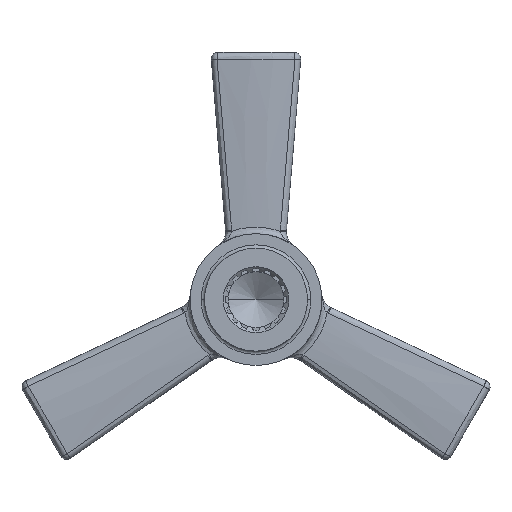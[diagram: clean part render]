
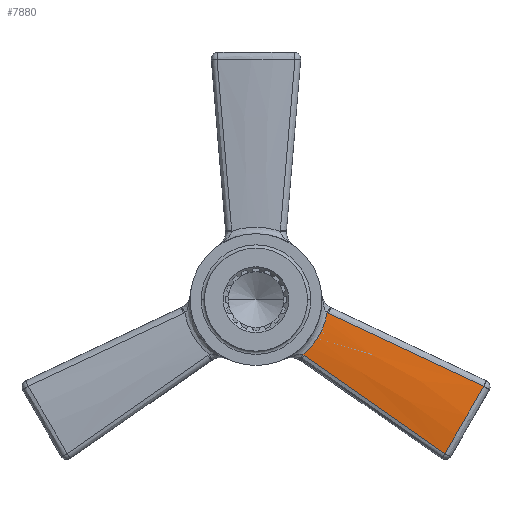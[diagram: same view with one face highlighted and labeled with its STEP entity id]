
A CAD part, front view. The second image highlights one B-rep face of the part: STEP entity #7880.
In plain terms, the highlighted free-form (B-spline) face has degree [3, 3] with [4, 4] control points.
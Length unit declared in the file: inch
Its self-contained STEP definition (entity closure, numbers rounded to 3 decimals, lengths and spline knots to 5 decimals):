
#1309=CARTESIAN_POINT('',(0.28472,0.22906,
-0.33464));
#1310=CARTESIAN_POINT('',(0.3004,0.22766,
-0.32165));
#1311=CARTESIAN_POINT('',(0.32973,0.22532,
-0.29356));
#1312=CARTESIAN_POINT('',(0.36679,0.22352,
-0.24629));
#1313=CARTESIAN_POINT('',(0.3967,0.22352,
-0.19447));
#1314=CARTESIAN_POINT('',(0.41911,0.22533,
-0.13874));
#1315=CARTESIAN_POINT('',(0.42876,0.22766,
-0.09932));
#1316=CARTESIAN_POINT('',(0.43216,0.22906,
-0.07925));
#1332=CARTESIAN_POINT('',(0.28472,0.22906,
-0.33464));
#1350=CARTESIAN_POINT('',(0.28472,0.22906,
-0.33464));
#1351=CARTESIAN_POINT('',(0.28592,0.22905,
-0.33538));
#1352=CARTESIAN_POINT('',(0.28832,0.22904,
-0.33689));
#1353=CARTESIAN_POINT('',(0.29067,0.22903,
-0.33847));
#1354=CARTESIAN_POINT('',(0.29183,0.22902,
-0.33929));
#1373=CARTESIAN_POINT('',(0.43216,0.22906,
-0.07925));
#1374=CARTESIAN_POINT('',(0.43341,0.22905,
-0.07993));
#1375=CARTESIAN_POINT('',(0.43591,0.22904,
-0.08125));
#1376=CARTESIAN_POINT('',(0.43846,0.22903,
-0.08249));
#1377=CARTESIAN_POINT('',(0.43975,0.22902,
-0.08309));
#1466=CARTESIAN_POINT('',(0.29183,0.22902,
-0.33929));
#1467=CARTESIAN_POINT('',(0.38576,0.22873,
-0.40487));
#1468=CARTESIAN_POINT('',(0.57414,0.22806,
-0.53657));
#1469=CARTESIAN_POINT('',(0.85815,0.22735,
-0.73477));
#1470=CARTESIAN_POINT('',(1.04966,0.22728,
-0.86785));
#1471=CARTESIAN_POINT('',(1.1459,0.22738,
-0.93452));
#1496=CARTESIAN_POINT('',(1.38226,0.22738,
-0.52512));
#1497=CARTESIAN_POINT('',(1.35632,0.22103,
-0.57033));
#1498=CARTESIAN_POINT('',(1.30404,0.21253,
-0.66126));
#1499=CARTESIAN_POINT('',(1.22469,0.21253,
-0.79868));
#1500=CARTESIAN_POINT('',(1.17208,0.22103,
-0.88944));
#1501=CARTESIAN_POINT('',(1.1459,0.22738,
-0.93452));
#1528=CARTESIAN_POINT('',(0.43975,0.22902,
-0.08309));
#1529=CARTESIAN_POINT('',(0.54352,0.22873,
-0.13164));
#1530=CARTESIAN_POINT('',(0.75177,0.22806,
-0.22895));
#1531=CARTESIAN_POINT('',(1.06543,0.22735,
-0.3758));
#1532=CARTESIAN_POINT('',(1.27642,0.22728,
-0.47511));
#1533=CARTESIAN_POINT('',(1.38226,0.22738,
-0.52512));
#1660=CARTESIAN_POINT('',(0.43216,0.22906,
-0.07925));
#4837=VERTEX_POINT('',#1332);
#4839=VERTEX_POINT('',#1354);
#4842=VERTEX_POINT('',#1471);
#4843=VERTEX_POINT('',#1496);
#4864=VERTEX_POINT('',#1660);
#4866=VERTEX_POINT('',#1377);
#7851=CARTESIAN_POINT('',(1.15879,0.22854,
-0.95467));
#7852=CARTESIAN_POINT('',(0.8584,0.22859,
-0.74969));
#7853=CARTESIAN_POINT('',(0.55804,0.22988,
-0.54465));
#7854=CARTESIAN_POINT('',(0.25767,0.23056,
-0.33964));
#7855=CARTESIAN_POINT('',(1.24082,0.20787,
-0.8126));
#7856=CARTESIAN_POINT('',(0.93133,0.20818,
-0.62338));
#7857=CARTESIAN_POINT('',(0.62203,0.21719,
-0.43382));
#7858=CARTESIAN_POINT('',(0.31264,0.22195,
-0.24443));
#7859=CARTESIAN_POINT('',(1.32414,0.20787,
-0.66828));
#7860=CARTESIAN_POINT('',(1.00552,0.20818,
-0.49486));
#7861=CARTESIAN_POINT('',(0.68671,0.21719,
-0.32178));
#7862=CARTESIAN_POINT('',(0.368,0.22195,
-0.14854));
#7863=CARTESIAN_POINT('',(1.40617,0.22854,
-0.5262));
#7864=CARTESIAN_POINT('',(1.07845,0.22859,
-0.36855));
#7865=CARTESIAN_POINT('',(0.7507,0.22988,
-0.21095));
#7866=CARTESIAN_POINT('',(0.42297,0.23056,
-0.05333));
#7867=B_SPLINE_SURFACE_WITH_KNOTS('',3,3,((#7851,#7852,#7853,#7854),(#7855,
#7856,#7857,#7858),(#7859,#7860,#7861,#7862),(#7863,#7864,#7865,#7866)),
.UNSPECIFIED.,.F.,.F.,.F.,(4,4),(4,4),(0.04786,0.95214),(
0.01912,1.10703),.UNSPECIFIED.);
#7868=ORIENTED_EDGE('',*,*,#7842,.F.);
#7869=ORIENTED_EDGE('',*,*,#7740,.T.);
#7871=ORIENTED_EDGE('',*,*,#7870,.T.);
#7873=ORIENTED_EDGE('',*,*,#7872,.T.);
#7875=ORIENTED_EDGE('',*,*,#7874,.T.);
#7877=ORIENTED_EDGE('',*,*,#7876,.F.);
#7878=EDGE_LOOP('',(#7868,#7869,#7871,#7873,#7875,#7877));
#7879=FACE_OUTER_BOUND('',#7878,.F.);
#7880=ADVANCED_FACE('',(#7879),#7867,.T.);
#1317=B_SPLINE_CURVE_WITH_KNOTS('',3,(#1309,#1310,#1311,#1312,#1313,#1314,#1315,
#1316),.UNSPECIFIED.,.F.,.F.,(4,1,1,1,1,4),(0.,0.2,0.4,0.6,0.8,1.),
.UNSPECIFIED.);
#1355=B_SPLINE_CURVE_WITH_KNOTS('',3,(#1350,#1351,#1352,#1353,#1354),
.UNSPECIFIED.,.F.,.F.,(4,1,4),(0.,0.5,1.),.UNSPECIFIED.);
#1378=B_SPLINE_CURVE_WITH_KNOTS('',3,(#1373,#1374,#1375,#1376,#1377),
.UNSPECIFIED.,.F.,.F.,(4,1,4),(0.,0.5,1.),.UNSPECIFIED.);
#1472=B_SPLINE_CURVE_WITH_KNOTS('',3,(#1466,#1467,#1468,#1469,#1470,#1471),
.UNSPECIFIED.,.F.,.F.,(4,1,1,4),(0.,0.33333,0.66667,1.),
.UNSPECIFIED.);
#1502=B_SPLINE_CURVE_WITH_KNOTS('',3,(#1496,#1497,#1498,#1499,#1500,#1501),
.UNSPECIFIED.,.F.,.F.,(4,1,1,4),(0.,0.33333,0.66667,1.),
.UNSPECIFIED.);
#1534=B_SPLINE_CURVE_WITH_KNOTS('',3,(#1528,#1529,#1530,#1531,#1532,#1533),
.UNSPECIFIED.,.F.,.F.,(4,1,1,4),(0.,0.33333,0.66667,1.),
.UNSPECIFIED.);
#7740=EDGE_CURVE('',#4837,#4864,#1317,.T.);
#7842=EDGE_CURVE('',#4837,#4839,#1355,.T.);
#7870=EDGE_CURVE('',#4864,#4866,#1378,.T.);
#7872=EDGE_CURVE('',#4866,#4843,#1534,.T.);
#7874=EDGE_CURVE('',#4843,#4842,#1502,.T.);
#7876=EDGE_CURVE('',#4839,#4842,#1472,.T.);
